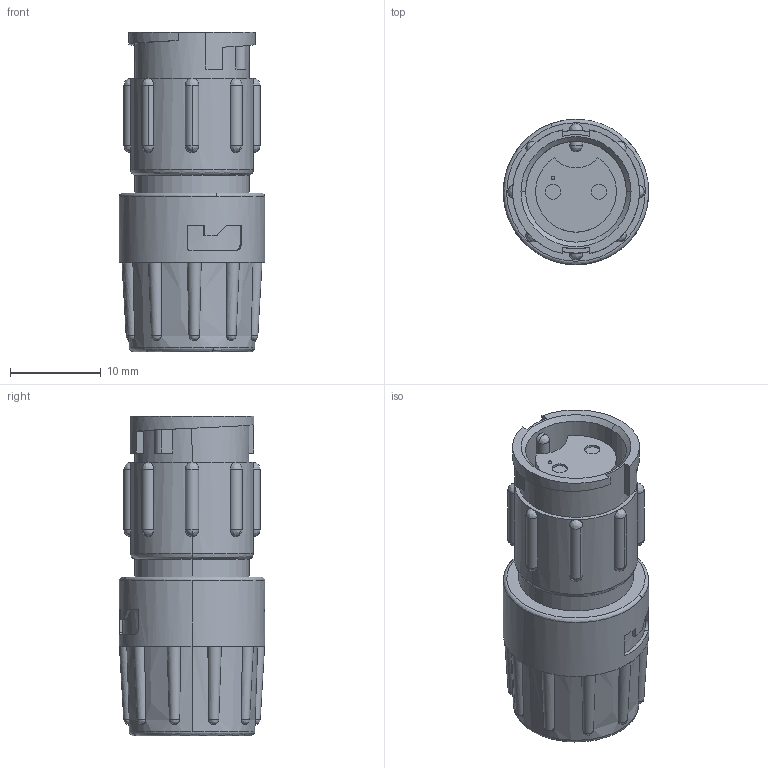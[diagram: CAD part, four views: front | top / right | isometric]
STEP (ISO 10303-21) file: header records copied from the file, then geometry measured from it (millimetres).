
FILE_DESCRIPTION (( 'STEP AP203' ), '1' );
FILE_NAME ('8282-2SG-3DC.STEP', '2016-09-19T21:08:03', ( '' ), ( '' ), 'SwSTEP 2.0', 'SolidWorks 2014', '' );
FILE_SCHEMA (( 'CONFIG_CONTROL_DESIGN' ));
Length unit declared in the file: inch
Products named in the file (2): 8282-2SG-3DC
Bounding box: 16 x 16 x 35.18 mm (x, y, z)
Volume: 5155.7 mm3; surface area: 2641.6 mm2
Topology: 1 solids, 1 shells, 158 faces, 453 edges, 279 vertices
Faces by surface type: bspline 54, plane 51, cylinder 49, cone 4
Entity records: 10376 total; most frequent: CARTESIAN_POINT 6615, ORIENTED_EDGE 844, DIRECTION 655, EDGE_CURVE 422, VERTEX_POINT 278, AXIS2_PLACEMENT_3D 269, EDGE_LOOP 170, CIRCLE 163
